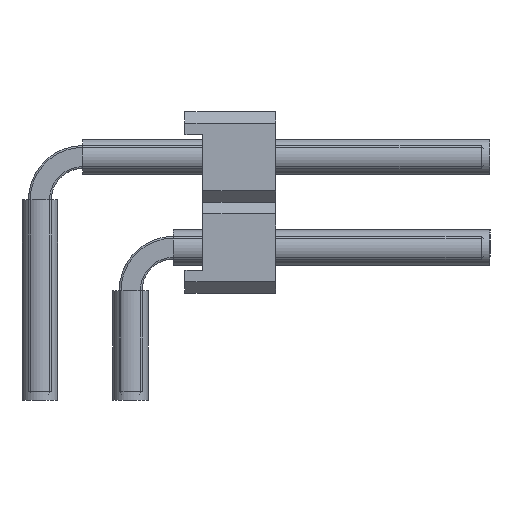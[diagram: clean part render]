
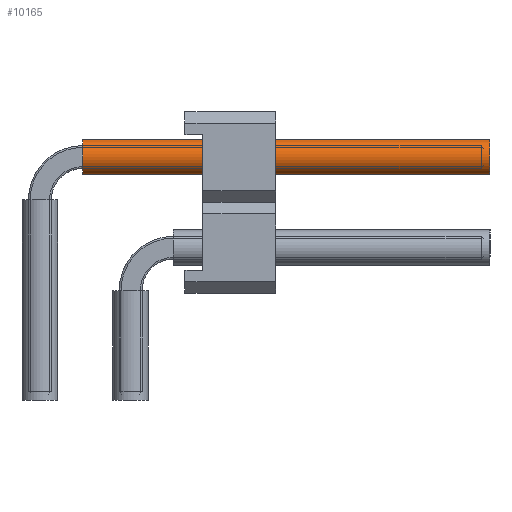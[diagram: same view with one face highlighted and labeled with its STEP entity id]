
A CAD part, left-side view. The second image highlights one B-rep face of the part: STEP entity #10165.
In plain terms, the highlighted cylindrical face has radius 0.5 mm (diameter 1 mm), a full revolution.
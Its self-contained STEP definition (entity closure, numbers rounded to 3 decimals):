
#5582=ORIENTED_EDGE('',*,*,#7032,.F.);
#5583=ORIENTED_EDGE('',*,*,#7033,.T.);
#7032=EDGE_CURVE('',#7996,#7996,#8340,.T.);
#7033=EDGE_CURVE('',#7997,#7997,#8341,.T.);
#7996=VERTEX_POINT('',#16953);
#7997=VERTEX_POINT('',#16955);
#8340=CIRCLE('',#11106,0.5);
#8341=CIRCLE('',#11107,0.5);
#8916=EDGE_LOOP('',(#5582));
#8917=EDGE_LOOP('',(#5583));
#9492=FACE_BOUND('',#8916,.T.);
#9493=FACE_BOUND('',#8917,.T.);
#9669=CYLINDRICAL_SURFACE('',#11105,0.5);
#10165=ADVANCED_FACE('',(#9492,#9493),#9669,.F.);
#11105=AXIS2_PLACEMENT_3D('',#16951,#13964,#13965);
#11106=AXIS2_PLACEMENT_3D('',#16952,#13966,#13967);
#11107=AXIS2_PLACEMENT_3D('',#16954,#13968,#13969);
#13964=DIRECTION('',(1.,0.,0.));
#13965=DIRECTION('',(0.,0.,-1.));
#13966=DIRECTION('',(-1.,0.,0.));
#13967=DIRECTION('',(0.,0.,1.));
#13968=DIRECTION('',(-1.,0.,0.));
#13969=DIRECTION('',(0.,0.,1.));
#16951=CARTESIAN_POINT('',(1.2,0.,6.81));
#16952=CARTESIAN_POINT('',(12.6,0.,6.81));
#16953=CARTESIAN_POINT('',(12.6,0.,7.31));
#16954=CARTESIAN_POINT('',(1.2,0.,6.81));
#16955=CARTESIAN_POINT('',(1.2,0.,7.31));
